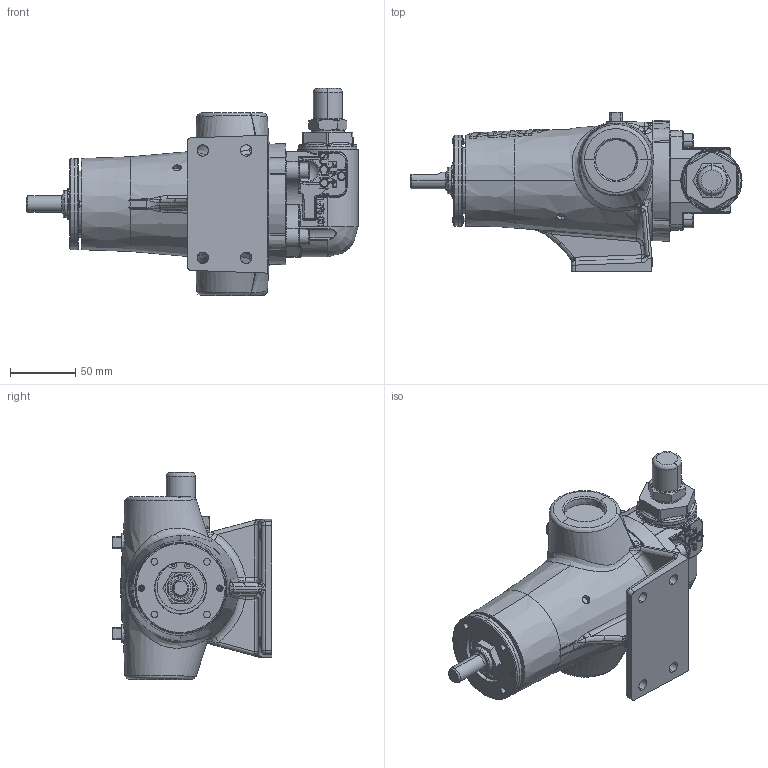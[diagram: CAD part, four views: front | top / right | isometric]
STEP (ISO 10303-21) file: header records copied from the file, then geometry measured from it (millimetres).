
FILE_DESCRIPTION (( 'STEP AP214' ), '1' );
FILE_NAME ('G4195.STEP', '2017-02-20T22:11:52', ( '' ), ( '' ), 'SwSTEP 2.0', 'SolidWorks 2016', '' );
FILE_SCHEMA (( 'AUTOMOTIVE_DESIGN' ));
Length unit declared in the file: inch
Products named in the file (1): G4195
Bounding box: 254.93 x 122.3 x 159.02 mm (x, y, z)
Volume: 1311806.4 mm3; surface area: 116894.4 mm2
Topology: 1 solids, 1 shells, 1511 faces, 3833 edges, 2401 vertices
Faces by surface type: plane 600, bspline 472, cylinder 216, cone 162, torus 34, sphere 27
Entity records: 82237 total; most frequent: CARTESIAN_POINT 39765, ORIENTED_EDGE 7610, DIRECTION 5308, EDGE_CURVE 3805, VERTEX_POINT 2401, AXIS2_PLACEMENT_3D 1777, VECTOR 1754, LINE 1754
